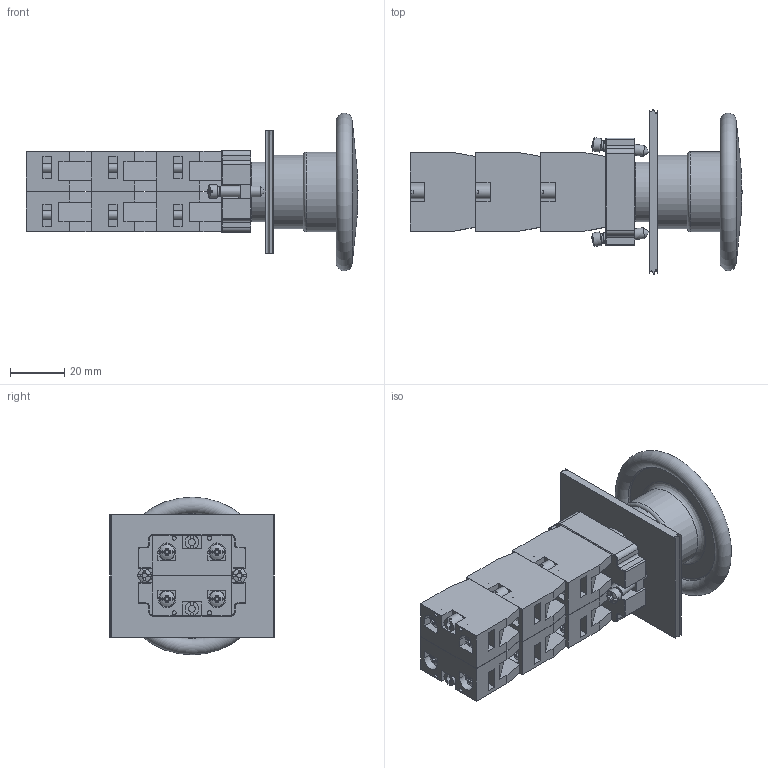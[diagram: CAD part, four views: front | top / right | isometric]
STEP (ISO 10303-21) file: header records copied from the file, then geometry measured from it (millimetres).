
FILE_DESCRIPTION((''),'2;1');
FILE_NAME('2AMPPJx.stp','2007-11-13T09:10:23',('Philipp'),(''),'Autodesk Inventor 2008','Autodesk Inventor 2008','');
FILE_SCHEMA(('AUTOMOTIVE_DESIGN { 1 0 10303 214 1 1 1 1 }'));
Length unit declared in the file: millimetre
Products named in the file (14): 2AMPPJx_assemlby; 2AMPPJx; rubber_gasket; 2BRK; DIN 7985 (Z) M4x18-Z; S1; screw; DIN 7985 (H) M3x10-H; S2; panel
Assembly tree (22 placements, depth 3):
  2AMPPJx_assemlby
    2AMPPJx
      2AMPPJx
      rubber_gasket
    2BRK
      2BRK
      DIN 7985 (Z) M4x18-Z  x2
    S1  x3
      S1
      screw
      DIN 7985 (H) M3x10-H
    S2  x3
      S2
      screw
      DIN 7985 (H) M3x10-H
    panel
Bounding box: 122.2 x 60.45 x 58 mm (x, y, z)
Volume: 95471.8 mm3; surface area: 51188.9 mm2
Topology: 30 solids, 30 shells, 1220 faces, 3187 edges, 2083 vertices
Faces by surface type: plane 665, cylinder 194, cone 193, bspline 124, sphere 32, torus 12
Full cylindrical faces by diameter (mm): 1.5 x24, 2.5 x5, 2.6 x12, 2.75 x12, 3 x18, 3.65 x2, 4 x2, 5 x8, 13.4 x1, 15 x1, 18 x1, 20.3 x1, 22 x2, 22.25 x1, 22.5 x1, 24 x1, 24.25 x1, 25 x1, 27 x1, 27.1 x1, 29.399 x1
Entity records: 13893 total; most frequent: CARTESIAN_POINT 3230, DIRECTION 2142, ORIENTED_EDGE 2036, EDGE_CURVE 1018, AXIS2_PLACEMENT_3D 757, VERTEX_POINT 698, VECTOR 628, LINE 628
